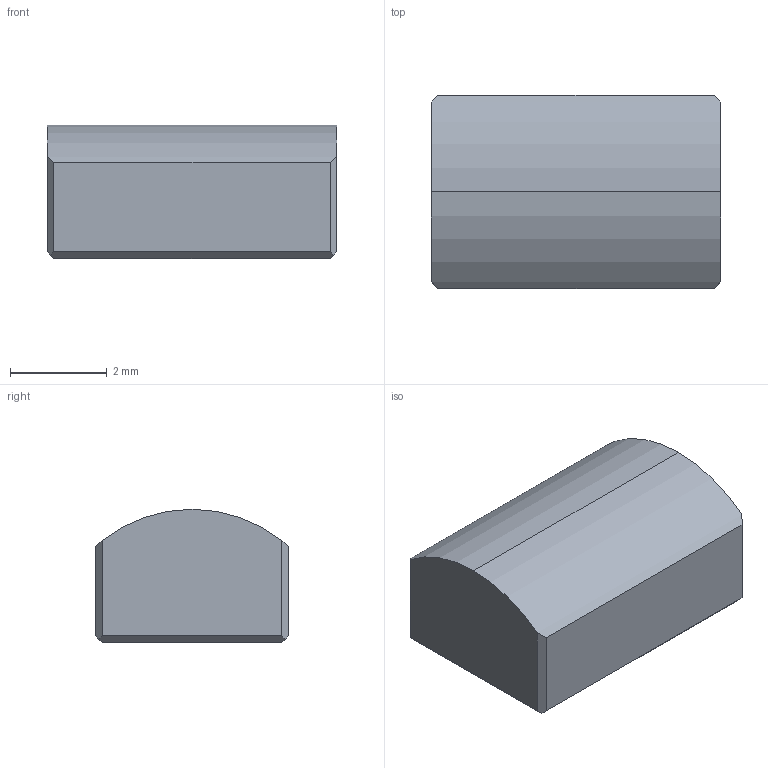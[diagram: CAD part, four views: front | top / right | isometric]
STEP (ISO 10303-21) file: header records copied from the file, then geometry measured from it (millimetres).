
FILE_DESCRIPTION (( 'STEP AP214' ), '1' );
FILE_NAME ('5486-E0W.STEP', '2010-04-22T20:09:10', ( '' ), ( '' ), 'SwSTEP 2.0', 'SolidWorks 2009', '' );
FILE_SCHEMA (( 'AUTOMOTIVE_DESIGN' ));
Length unit declared in the file: millimetre
Products named in the file (1): 5486-E0W
Bounding box: 6 x 4 x 2.76 mm (x, y, z)
Surface area: 92 mm2 (no closed solid volume)
Topology: 0 solids, 1 shells, 15 faces, 39 edges, 26 vertices
Faces by surface type: plane 13, cylinder 2
Entity records: 645 total; most frequent: CARTESIAN_POINT 93, ORIENTED_EDGE 78, DIRECTION 71, EDGE_CURVE 39, VECTOR 31, LINE 31, VERTEX_POINT 26, AXIS2_PLACEMENT_3D 20
